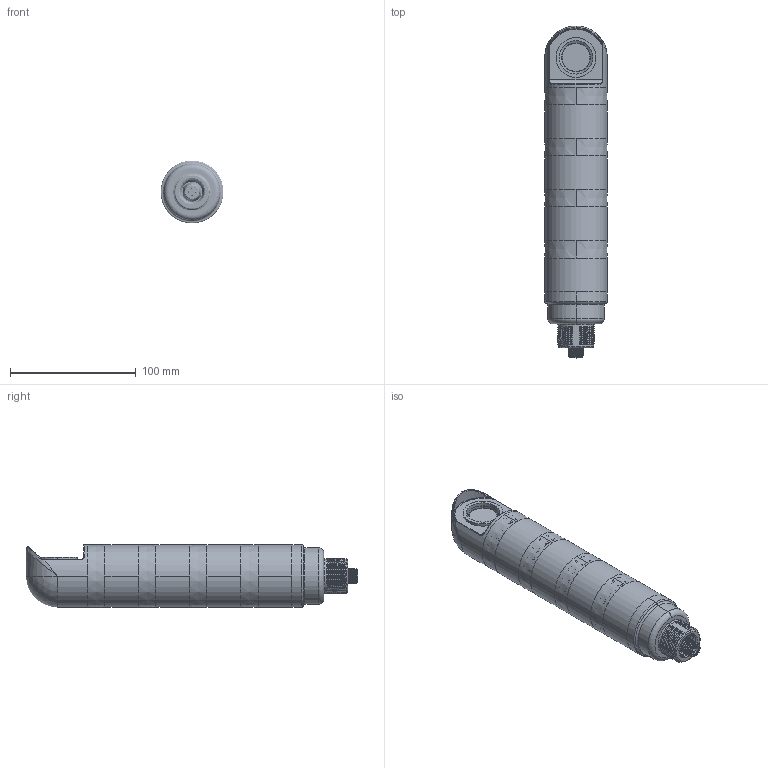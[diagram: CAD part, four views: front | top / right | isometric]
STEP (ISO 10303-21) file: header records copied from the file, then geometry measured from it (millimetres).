
FILE_DESCRIPTION((''),'2;1');
FILE_NAME('154240_SW','2012-06-20T',('banengservice'),('BANNER ENGINEERING'),'PRO/ENGINEER BY PARAMETRIC TECHNOLOGY CORPORATION, 2009141','PRO/ENGINEER BY PARAMETRIC TECHNOLOGY CORPORATION, 2009141','');
FILE_SCHEMA(('CONFIG_CONTROL_DESIGN'));
Products named in the file (1): 154240_SW
Bounding box: 50 x 264.5 x 50 mm (x, y, z)
Volume: 80125.1 mm3; surface area: 134592.2 mm2
Topology: 6 solids, 10 shells, 2040 faces, 5516 edges, 3588 vertices
Faces by surface type: plane 886, bspline 461, cylinder 461, cone 158, torus 70, sphere 4
Entity records: 150909 total; most frequent: CARTESIAN_POINT 103130, ORIENTED_EDGE 11028, DIRECTION 8348, EDGE_CURVE 5514, VERTEX_POINT 3588, AXIS2_PLACEMENT_3D 2950, VECTOR 2448, LINE 2448
